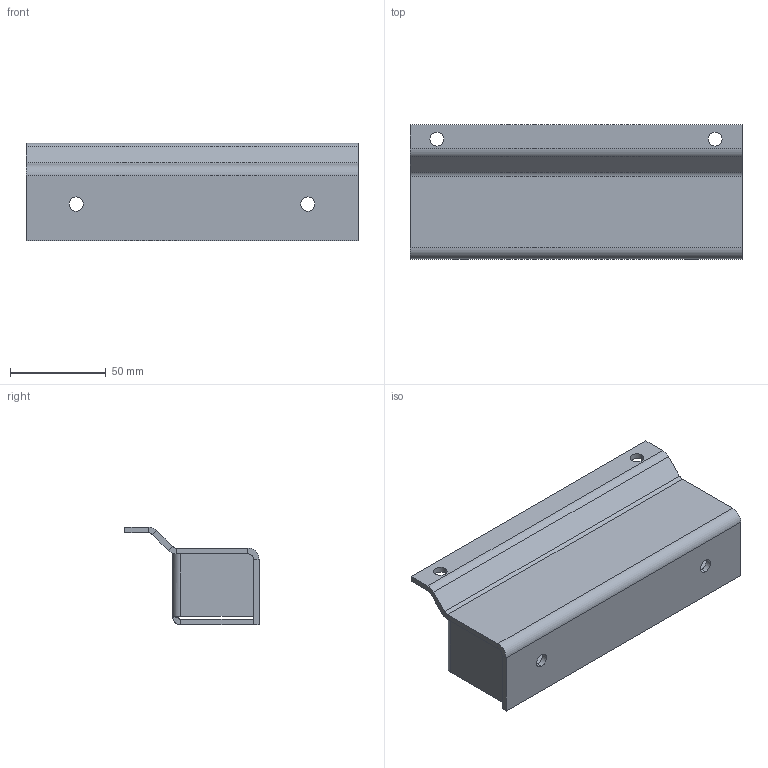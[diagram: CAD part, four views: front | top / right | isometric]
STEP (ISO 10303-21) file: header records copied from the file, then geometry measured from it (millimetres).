
FILE_DESCRIPTION (( 'STEP AP214' ), '1' );
FILE_NAME ('03294-End Fix Box Strike Stainless Steel 40mm.STEP', '2018-08-21T23:25:06', ( '' ), ( '' ), 'SwSTEP 2.0', 'SolidWorks 2018', '' );
FILE_SCHEMA (( 'AUTOMOTIVE_DESIGN' ));
Length unit declared in the file: millimetre
Products named in the file (1): 03294-End Fix Box Strike Stainless Steel 40mm
Bounding box: 173 x 70 x 50.9 mm (x, y, z)
Volume: 93659.7 mm3; surface area: 67444.7 mm2
Topology: 2 solids, 2 shells, 348 faces, 906 edges, 588 vertices
Faces by surface type: plane 209, bspline 113, cylinder 26
Entity records: 17013 total; most frequent: CARTESIAN_POINT 9174, ORIENTED_EDGE 1812, DIRECTION 1190, EDGE_CURVE 906, LINE 630, VECTOR 630, VERTEX_POINT 588, EDGE_LOOP 390
